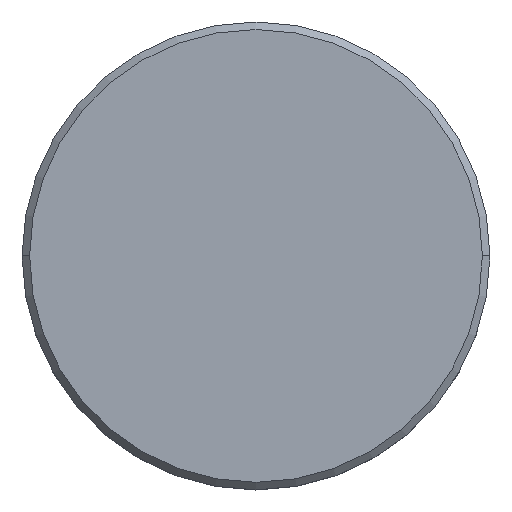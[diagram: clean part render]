
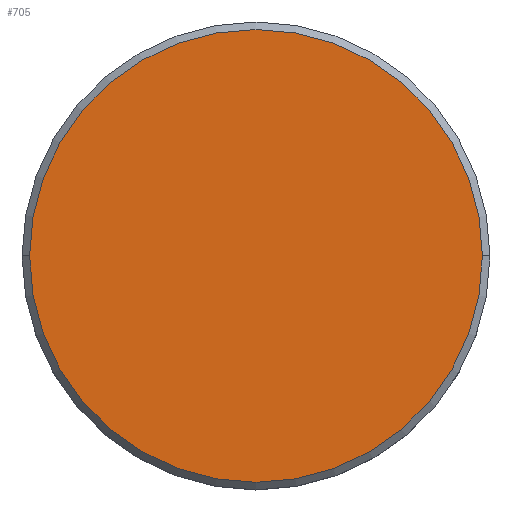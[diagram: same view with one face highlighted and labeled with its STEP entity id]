
A CAD part, top view. The second image highlights one B-rep face of the part: STEP entity #705.
In plain terms, the highlighted planar face has unit normal (0, 0, 1).
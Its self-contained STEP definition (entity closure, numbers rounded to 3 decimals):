
#47 = CARTESIAN_POINT ( 'NONE',  ( 0., 0., 0. ) ) ;
#124 = EDGE_CURVE ( 'NONE', #535, #1035, #806, .T. ) ;
#193 = ORIENTED_EDGE ( 'NONE', *, *, #124, .T. ) ;
#236 = EDGE_CURVE ( 'NONE', #1035, #535, #397, .T. ) ;
#255 = DIRECTION ( 'NONE',  ( 1., 0., 0. ) ) ;
#307 = EDGE_LOOP ( 'NONE', ( #1001, #193 ) ) ;
#327 = DIRECTION ( 'NONE',  ( 1., 0., 0. ) ) ;
#357 = AXIS2_PLACEMENT_3D ( 'NONE', #768, #943, #1122 ) ;
#377 = CARTESIAN_POINT ( 'NONE',  ( -15., 0., 0. ) ) ;
#397 = CIRCLE ( 'NONE', #1123, 15. ) ;
#445 = DIRECTION ( 'NONE',  ( 0., 0., 1. ) ) ;
#533 = CARTESIAN_POINT ( 'NONE',  ( 0., 0., 0. ) ) ;
#535 = VERTEX_POINT ( 'NONE', #708 ) ;
#691 = PLANE ( 'NONE',  #357 ) ;
#705 = ADVANCED_FACE ( 'NONE', ( #758 ), #691, .T. ) ;
#708 = CARTESIAN_POINT ( 'NONE',  ( 15., 0., 0. ) ) ;
#736 = AXIS2_PLACEMENT_3D ( 'NONE', #533, #445, #255 ) ;
#758 = FACE_OUTER_BOUND ( 'NONE', #307, .T. ) ;
#768 = CARTESIAN_POINT ( 'NONE',  ( 0., 0., 0. ) ) ;
#806 = CIRCLE ( 'NONE', #736, 15. ) ;
#943 = DIRECTION ( 'NONE',  ( 0., 0., 1. ) ) ;
#1001 = ORIENTED_EDGE ( 'NONE', *, *, #236, .T. ) ;
#1035 = VERTEX_POINT ( 'NONE', #377 ) ;
#1048 = DIRECTION ( 'NONE',  ( 0., 0., 1. ) ) ;
#1122 = DIRECTION ( 'NONE',  ( 1., 0., 0. ) ) ;
#1123 = AXIS2_PLACEMENT_3D ( 'NONE', #47, #1048, #327 ) ;
